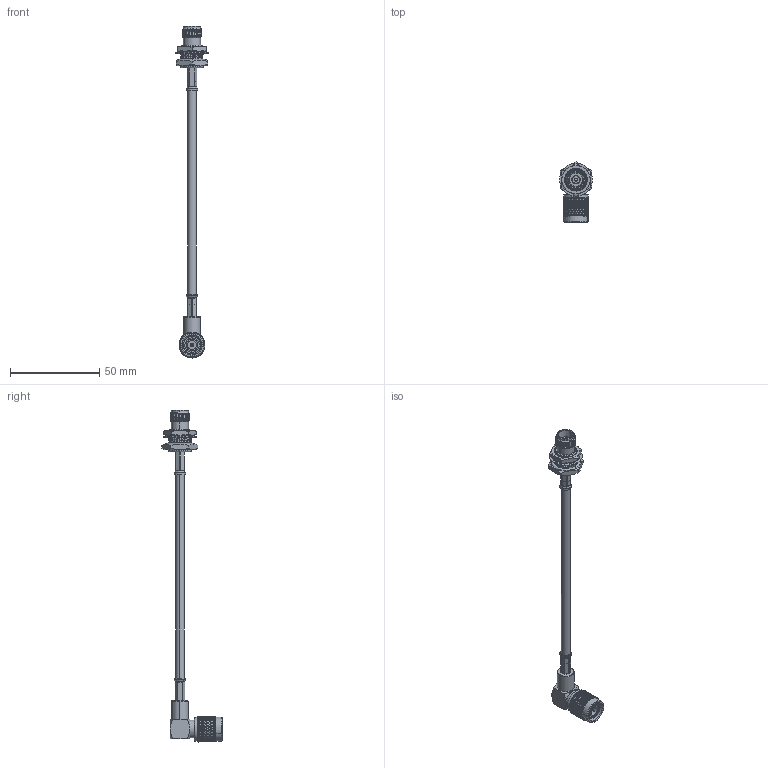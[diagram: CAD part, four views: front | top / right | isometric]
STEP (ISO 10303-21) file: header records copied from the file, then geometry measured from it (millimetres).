
FILE_DESCRIPTION (( 'STEP AP214' ), '1' );
FILE_NAME ('PE33342.step', '2021-11-18T19:35:08', ( '' ), ( '' ), 'SwSTEP 2.0', 'SolidWorks 2021', '' );
FILE_SCHEMA (( 'AUTOMOTIVE_DESIGN' ));
Length unit declared in the file: inch
Products named in the file (4): PE4450^PE33342_Crimped; PE4153^PE33342_Crimped; PE33342; RG142BU^PE33342_RG-142
Assembly tree (3 placements, depth 2):
  PE33342
    RG142BU^PE33342_RG-142
    PE4153^PE33342_Crimped
    PE4450^PE33342_Crimped
Bounding box: 18.34 x 33.7 x 186.33 mm (x, y, z)
Volume: 9395.1 mm3; surface area: 9052.2 mm2
Topology: 8 solids, 9 shells, 3040 faces, 6693 edges, 3690 vertices
Faces by surface type: bspline 2088, cylinder 707, plane 151, cone 88, torus 6
Entity records: 128910 total; most frequent: CARTESIAN_POINT 85795, ORIENTED_EDGE 13386, EDGE_CURVE 6693, VERTEX_POINT 3690, DIRECTION 3276, EDGE_LOOP 3069, FACE_OUTER_BOUND 3040, ADVANCED_FACE 3040
